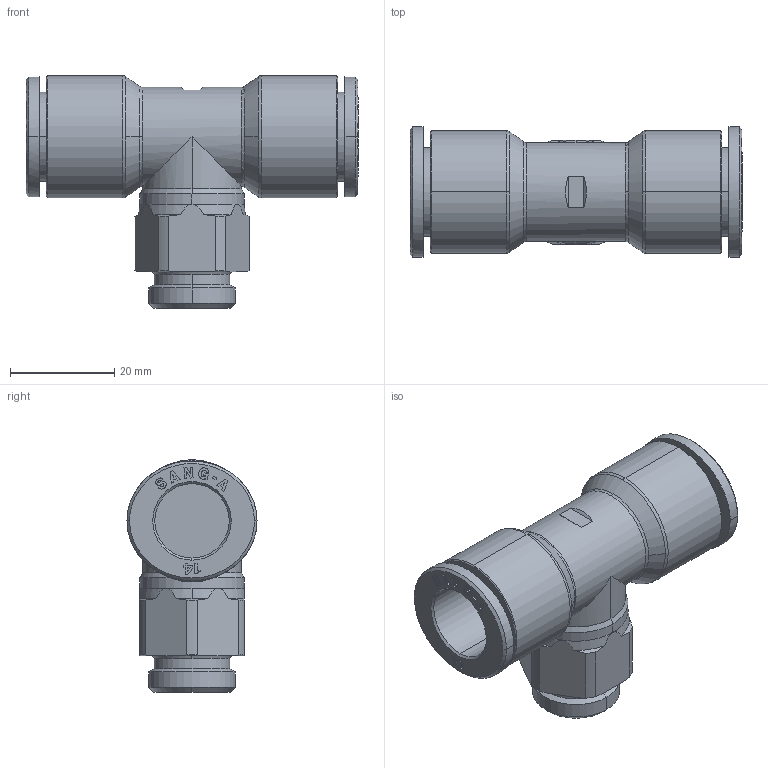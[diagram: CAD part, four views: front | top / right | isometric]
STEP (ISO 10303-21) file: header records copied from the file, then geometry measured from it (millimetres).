
FILE_DESCRIPTION (( 'STEP AP214' ), '1' );
FILE_NAME ('PT14-G03.stp', '2015-10-15T07:40:18', ( '' ), ( '' ), 'SwSTEP 2.0', 'SolidWorks 2015', '' );
FILE_SCHEMA (( 'AUTOMOTIVE_DESIGN' ));
Length unit declared in the file: millimetre
Products named in the file (2): ｦ+ﾃｦ1; PT14-G03
Assembly tree (1 placements, depth 2):
  PT14-G03
    ｦ+ﾃｦ1
Bounding box: 63.8 x 25 x 44.7 mm (x, y, z)
Volume: 21415.6 mm3; surface area: 10588.7 mm2
Topology: 1 solids, 1 shells, 380 faces, 1009 edges, 661 vertices
Faces by surface type: plane 222, bspline 64, cone 46, cylinder 44, torus 4
Entity records: 14831 total; most frequent: CARTESIAN_POINT 4949, ORIENTED_EDGE 2014, DIRECTION 1625, EDGE_CURVE 1007, LINE 667, VECTOR 667, VERTEX_POINT 661, AXIS2_PLACEMENT_3D 479
